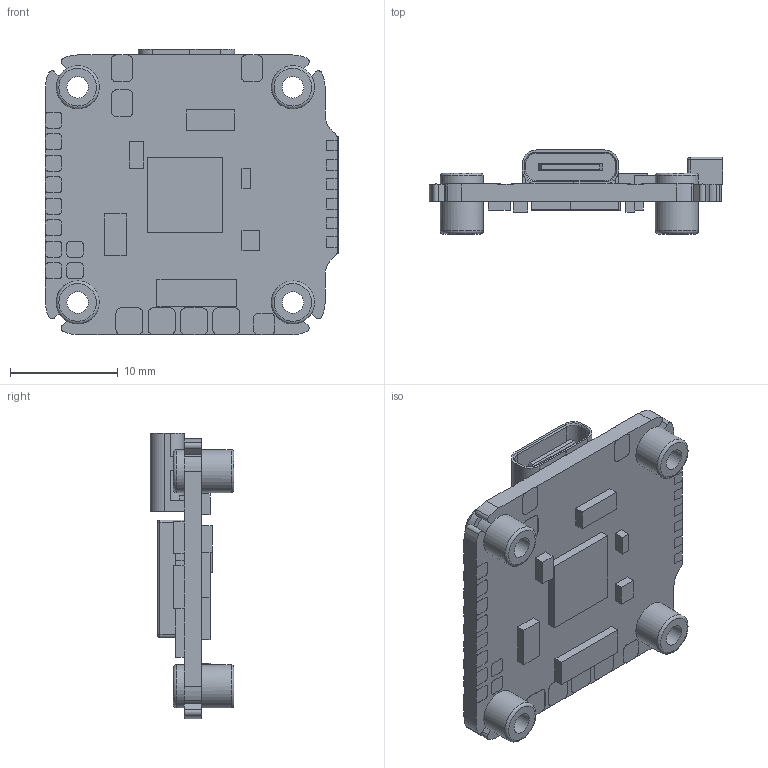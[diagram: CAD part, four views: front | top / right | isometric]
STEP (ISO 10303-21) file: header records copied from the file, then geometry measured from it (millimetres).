
FILE_DESCRIPTION(/* description */ (''),/* implementation_level */ '2;1');
FILE_NAME(/* name */ 'fc-iflight-borg-5s-rx.step',/* time_stamp */ '2025-11-25T22:24:02-05:00',/* author */ (''),/* organization */ (''),/* preprocessor_version */ 'ST-DEVELOPER v20.1',/* originating_system */ 'Autodesk Translation Framework v14.21.0.0',/* authorisation */ '');
FILE_SCHEMA (('AUTOMOTIVE_DESIGN { 1 0 10303 214 3 1 1 }'));
Length unit declared in the file: millimetre
Products named in the file (2): 20x20 fc; 20x20 fc_1
Assembly tree (1 placements, depth 2):
  20x20 fc
    20x20 fc_1
Bounding box: 27.25 x 7.77 x 26.53 mm (x, y, z)
Volume: 1484.5 mm3; surface area: 2486.5 mm2
Topology: 1 solids, 11 shells, 683 faces, 1889 edges, 1236 vertices
Faces by surface type: plane 384, cylinder 269, sphere 18, torus 8, cone 4
Full cylindrical faces by diameter (mm): 2 x4, 3 x4, 4 x8
Entity records: 22178 total; most frequent: CARTESIAN_POINT 3860, DIRECTION 3848, ORIENTED_EDGE 3768, EDGE_CURVE 1884, AXIS2_PLACEMENT_3D 1296, LINE 1256, VECTOR 1256, VERTEX_POINT 1236
